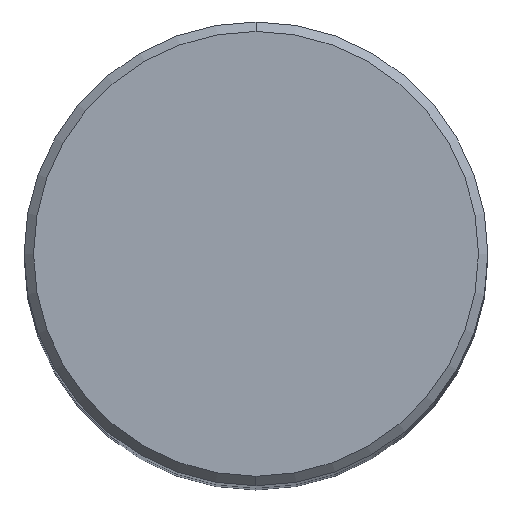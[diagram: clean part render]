
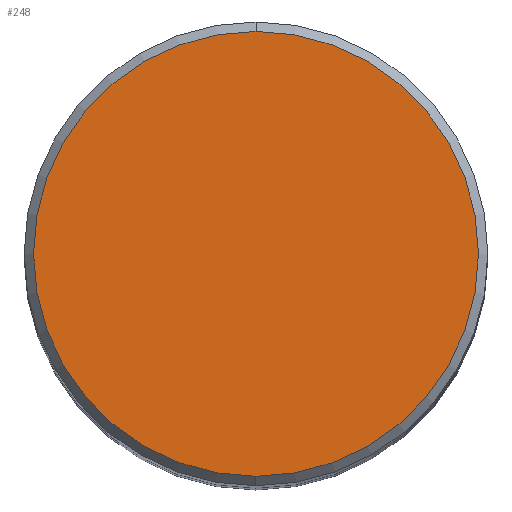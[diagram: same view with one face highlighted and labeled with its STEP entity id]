
A CAD part, top view. The second image highlights one B-rep face of the part: STEP entity #248.
In plain terms, the highlighted planar face has unit normal (0, 0, 1).
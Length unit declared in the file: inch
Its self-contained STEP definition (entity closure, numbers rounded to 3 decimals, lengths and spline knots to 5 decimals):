
#63 = DIRECTION ( 'NONE',  ( 0., 0., 1. ) ) ;
#90 = VERTEX_POINT ( 'NONE', #343 ) ;
#128 = CIRCLE ( 'NONE', #418, 0.47215 ) ;
#138 = CARTESIAN_POINT ( 'NONE',  ( 0., -0.47215, 0. ) ) ;
#157 = CARTESIAN_POINT ( 'NONE',  ( 0., 0., 0. ) ) ;
#158 = PLANE ( 'NONE',  #297 ) ;
#193 = CARTESIAN_POINT ( 'NONE',  ( 0., 0., 0. ) ) ;
#214 = EDGE_CURVE ( 'NONE', #349, #90, #128, .T. ) ;
#227 = DIRECTION ( 'NONE',  ( 0., 0., -1. ) ) ;
#244 = EDGE_CURVE ( 'NONE', #90, #349, #285, .T. ) ;
#248 = ADVANCED_FACE ( 'NONE', ( #325 ), #158, .F. ) ;
#252 = AXIS2_PLACEMENT_3D ( 'NONE', #157, #292, #392 ) ;
#285 = CIRCLE ( 'NONE', #252, 0.47215 ) ;
#292 = DIRECTION ( 'NONE',  ( 0., 0., 1. ) ) ;
#297 = AXIS2_PLACEMENT_3D ( 'NONE', #400, #227, #357 ) ;
#325 = FACE_OUTER_BOUND ( 'NONE', #363, .T. ) ;
#333 = DIRECTION ( 'NONE',  ( 0., -1., 0. ) ) ;
#343 = CARTESIAN_POINT ( 'NONE',  ( 0., 0.47215, 0. ) ) ;
#349 = VERTEX_POINT ( 'NONE', #138 ) ;
#357 = DIRECTION ( 'NONE',  ( 0., 1., 0. ) ) ;
#363 = EDGE_LOOP ( 'NONE', ( #365, #404 ) ) ;
#365 = ORIENTED_EDGE ( 'NONE', *, *, #244, .T. ) ;
#392 = DIRECTION ( 'NONE',  ( 0., -1., 0. ) ) ;
#400 = CARTESIAN_POINT ( 'NONE',  ( 0., 0.47215, 0. ) ) ;
#404 = ORIENTED_EDGE ( 'NONE', *, *, #214, .T. ) ;
#418 = AXIS2_PLACEMENT_3D ( 'NONE', #193, #63, #333 ) ;
